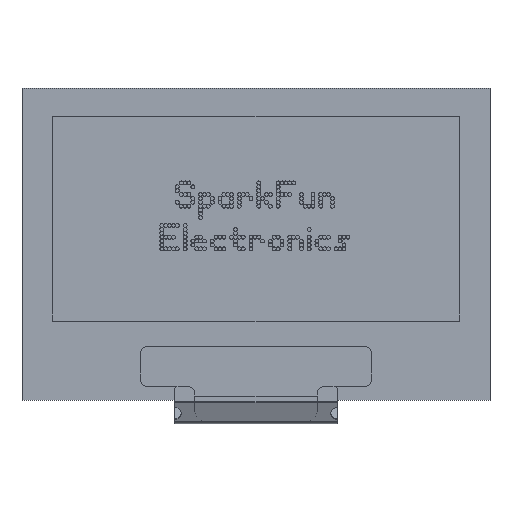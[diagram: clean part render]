
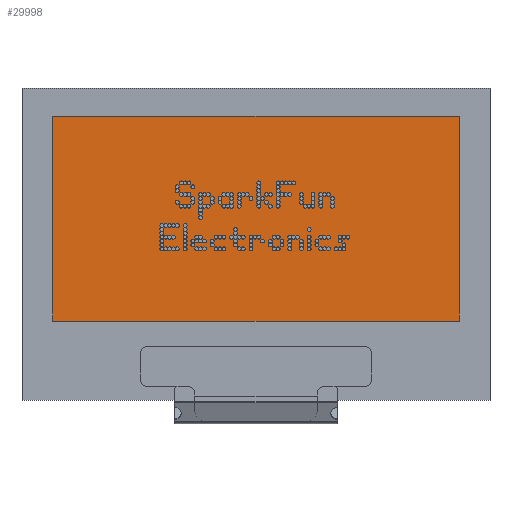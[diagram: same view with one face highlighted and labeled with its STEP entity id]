
A CAD part, front view. The second image highlights one B-rep face of the part: STEP entity #29998.
In plain terms, the highlighted planar face has unit normal (0, -1, 0).
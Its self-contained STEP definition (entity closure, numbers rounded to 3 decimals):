
#5167=FACE_OUTER_BOUND('',#7116,.T.);
#7116=EDGE_LOOP('',(#20198,#20199,#20200,#20201));
#9068=LINE('',#35291,#10716);
#9071=LINE('',#35297,#10719);
#9074=LINE('',#35303,#10722);
#9077=LINE('',#35307,#10725);
#10716=VECTOR('',#32649,10.);
#10719=VECTOR('',#32654,10.);
#10722=VECTOR('',#32659,10.);
#10725=VECTOR('',#32664,10.);
#12364=VERTEX_POINT('',#35288);
#12365=VERTEX_POINT('',#35290);
#12367=VERTEX_POINT('',#35296);
#12369=VERTEX_POINT('',#35302);
#15492=EDGE_CURVE('',#12365,#12364,#9068,.T.);
#15495=EDGE_CURVE('',#12367,#12365,#9071,.T.);
#15498=EDGE_CURVE('',#12369,#12367,#9074,.T.);
#15501=EDGE_CURVE('',#12364,#12369,#9077,.T.);
#20198=ORIENTED_EDGE('',*,*,#15501,.T.);
#20199=ORIENTED_EDGE('',*,*,#15498,.T.);
#20200=ORIENTED_EDGE('',*,*,#15495,.T.);
#20201=ORIENTED_EDGE('',*,*,#15492,.T.);
#29570=PLANE('',#32152);
#29998=ADVANCED_FACE('',(#5167),#29570,.T.);
#32152=AXIS2_PLACEMENT_3D('',#35308,#32665,#32666);
#32649=DIRECTION('',(0.,0.,-1.));
#32654=DIRECTION('',(-1.,0.,0.));
#32659=DIRECTION('',(0.,0.,1.));
#32664=DIRECTION('',(1.,0.,0.));
#32665=DIRECTION('center_axis',(0.,-1.,0.));
#32666=DIRECTION('ref_axis',(0.,0.,-1.));
#35288=CARTESIAN_POINT('',(-14.973,1.29,-7.55));
#35290=CARTESIAN_POINT('',(-14.973,1.29,7.55));
#35291=CARTESIAN_POINT('',(-14.973,1.29,-7.55));
#35296=CARTESIAN_POINT('',(14.973,1.29,7.55));
#35297=CARTESIAN_POINT('',(-14.973,1.29,7.55));
#35302=CARTESIAN_POINT('',(14.973,1.29,-7.55));
#35303=CARTESIAN_POINT('',(14.973,1.29,7.55));
#35307=CARTESIAN_POINT('',(14.973,1.29,-7.55));
#35308=CARTESIAN_POINT('Origin',(0.,1.29,0.));
